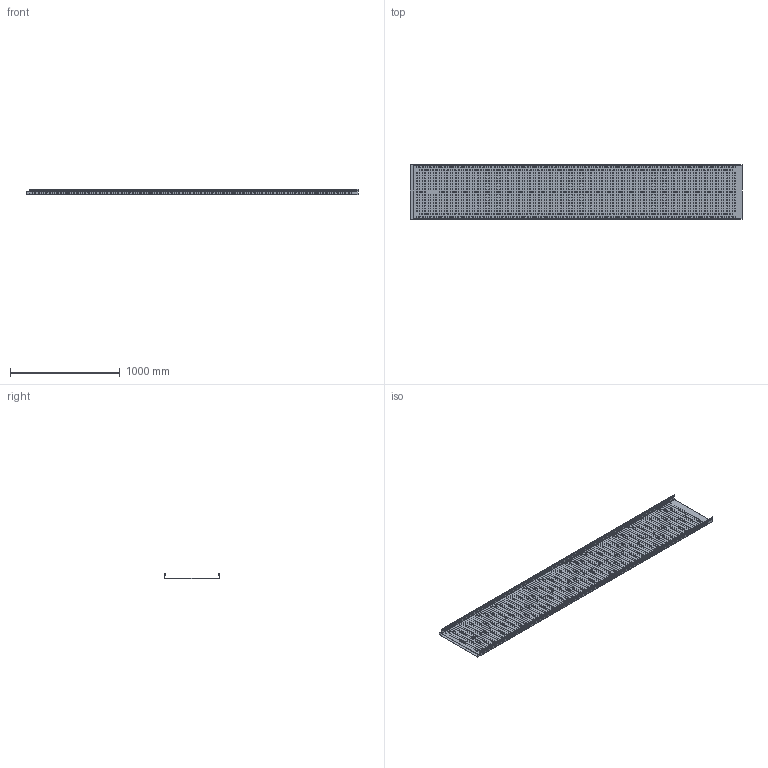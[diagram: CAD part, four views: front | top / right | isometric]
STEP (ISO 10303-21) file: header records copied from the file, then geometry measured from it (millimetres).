
FILE_DESCRIPTION(/* description */ (''),/* implementation_level */ '2;1');
FILE_NAME(/* name */ '480058.stp',/* time_stamp */ '2023-12-19T13:43:11+01:00',/* author */ ('bonnaudn'),/* organization */ (''),/* preprocessor_version */ 'ST-DEVELOPER v19.2',/* originating_system */ 'AutoCAD Mechanical',/* authorisation */ '');
FILE_SCHEMA (('AUTOMOTIVE_DESIGN { 1 0 10303 214 3 1 1 }'));
Products named in the file (1): Product
Bounding box: 3030 x 500.4 x 50.2 mm (x, y, z)
Volume: 1700700.4 mm3; surface area: 4482016.3 mm2
Topology: 1 solids, 4078 shells, 4183 faces, 16451 edges, 16347 vertices
Faces by surface type: plane 4125, cylinder 46, torus 6, cone 4, bspline 2
Entity records: 185645 total; most frequent: CARTESIAN_POINT 36998, DIRECTION 33022, ORIENTED_EDGE 16731, EDGE_CURVE 16451, VERTEX_POINT 16347, AXIS2_PLACEMENT_3D 12389, LINE 8244, VECTOR 8244
